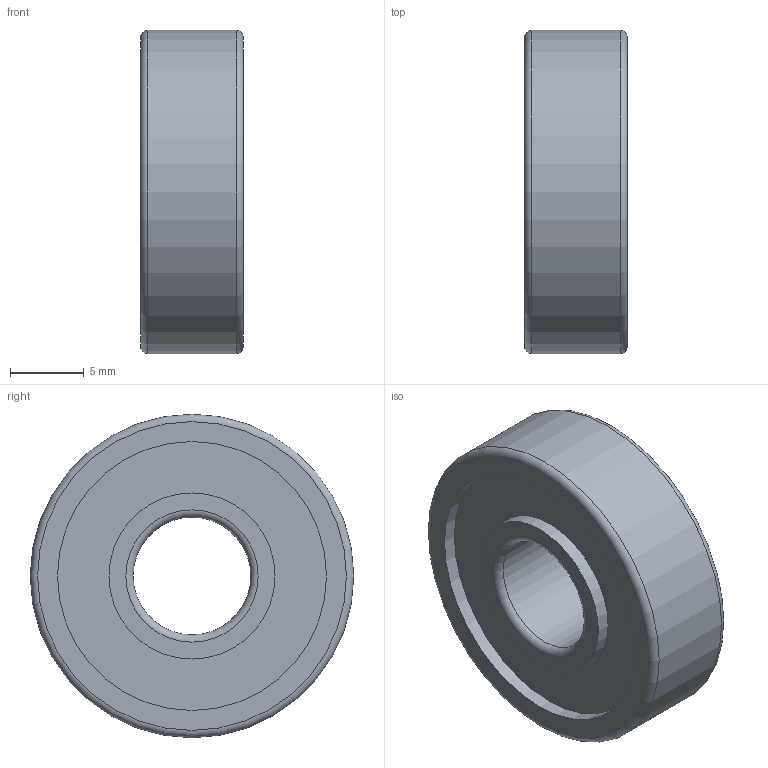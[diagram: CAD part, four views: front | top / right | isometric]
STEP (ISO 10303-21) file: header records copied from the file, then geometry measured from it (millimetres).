
FILE_DESCRIPTION(/* description */ ('Alibre Inc.'),/* implementation_level */ '2;1');
FILE_NAME(/* name */ 'export0',/* time_stamp */ '2011-06-08T13:33:40+02:00',/* author */ (''),/* organization */ (''),/* preprocessor_version */ 'ST-DEVELOPER v12',/* originating_system */ 'Alibre',/* authorisation */ '');
FILE_SCHEMA (('CONFIG_CONTROL_DESIGN'));
Length unit declared in the file: centimetre
Products named in the file (1): ID_1
Bounding box: 7 x 22 x 22 mm (x, y, z)
Volume: 1818.6 mm3; surface area: 1553.5 mm2
Topology: 1 solids, 1 shells, 16 faces, 26 edges, 16 vertices
Faces by surface type: cylinder 6, plane 6, torus 4
Full cylindrical faces by diameter (mm): 8 x1, 11.297 x2, 18.295 x2, 22 x1
Entity records: 403 total; most frequent: DIRECTION 54, CARTESIAN_POINT 48, ORIENTED_EDGE 32, EDGE_LOOP 32, FACE_BOUND 32, AXIS2_PLACEMENT_3D 32, VERTEX_POINT 16, CIRCLE 16
